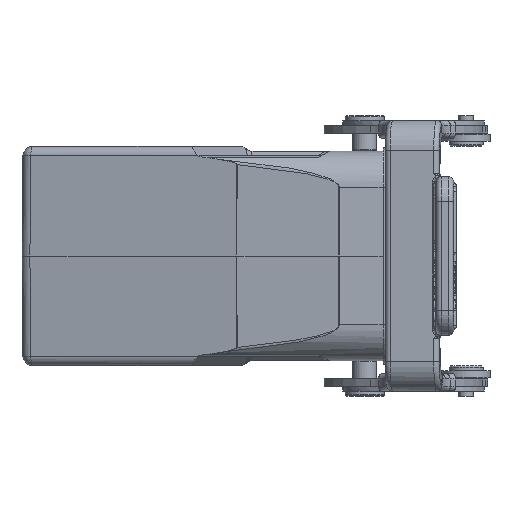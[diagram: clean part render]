
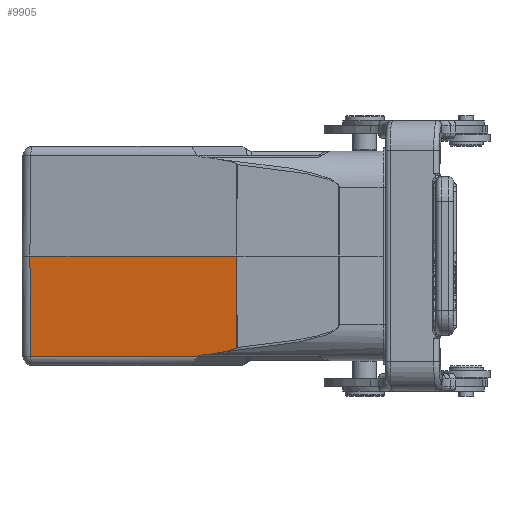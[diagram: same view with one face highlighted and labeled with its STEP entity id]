
A CAD part, left-side view. The second image highlights one B-rep face of the part: STEP entity #9905.
In plain terms, the highlighted planar face has unit normal (-0.982, 0.191, -0.009).
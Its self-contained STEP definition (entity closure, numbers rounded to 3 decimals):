
#8055=ELLIPSE('',#37173,10.482,2.);
#8056=ELLIPSE('',#37175,39.308,7.5);
#9905=ADVANCED_FACE('',(#12205),#10803,.T.);
#10803=PLANE('',#37176);
#12205=FACE_OUTER_BOUND('',#14033,.T.);
#14033=EDGE_LOOP('',(#26182,#26183,#26184,#26185,#26186,#26187,#26188,#26189));
#14884=B_SPLINE_CURVE_WITH_KNOTS('',3,(#58638,#58639,#58640,#58641,#58642,
#58643,#58644,#58645,#58646,#58647,#58648,#58649,#58650,#58651,#58652,#58653),
 .UNSPECIFIED.,.F.,.F.,(4,3,3,3,3,4),(0.,0.437,0.715,
0.893,0.979,1.),.UNSPECIFIED.);
#16771=LINE('',#58525,#19171);
#16773=LINE('',#58542,#19173);
#16800=LINE('',#58632,#19200);
#16802=LINE('',#58655,#19202);
#16803=LINE('',#58657,#19203);
#19171=VECTOR('',#43808,1.);
#19173=VECTOR('',#43816,1.);
#19200=VECTOR('',#43905,1.);
#19202=VECTOR('',#43913,1.);
#19203=VECTOR('',#43914,1.);
#26182=ORIENTED_EDGE('',*,*,#33464,.T.);
#26183=ORIENTED_EDGE('',*,*,#33411,.T.);
#26184=ORIENTED_EDGE('',*,*,#33465,.F.);
#26185=ORIENTED_EDGE('',*,*,#33466,.F.);
#26186=ORIENTED_EDGE('',*,*,#33416,.T.);
#26187=ORIENTED_EDGE('',*,*,#33461,.T.);
#26188=ORIENTED_EDGE('',*,*,#33463,.T.);
#26189=ORIENTED_EDGE('',*,*,#33467,.T.);
#29707=VERTEX_POINT('',#58526);
#29708=VERTEX_POINT('',#58527);
#29711=VERTEX_POINT('',#58541);
#29712=VERTEX_POINT('',#58543);
#29743=VERTEX_POINT('',#58631);
#29744=VERTEX_POINT('',#58635);
#29745=VERTEX_POINT('',#58654);
#29746=VERTEX_POINT('',#58656);
#33411=EDGE_CURVE('',#29707,#29708,#16771,.T.);
#33416=EDGE_CURVE('',#29712,#29711,#16773,.T.);
#33461=EDGE_CURVE('',#29711,#29743,#16800,.T.);
#33463=EDGE_CURVE('',#29743,#29744,#8055,.T.);
#33464=EDGE_CURVE('',#29745,#29707,#14884,.T.);
#33465=EDGE_CURVE('',#29746,#29708,#16802,.T.);
#33466=EDGE_CURVE('',#29712,#29746,#16803,.T.);
#33467=EDGE_CURVE('',#29744,#29745,#8056,.T.);
#37173=AXIS2_PLACEMENT_3D('',#58636,#43909,#43910);
#37175=AXIS2_PLACEMENT_3D('',#58658,#43915,#43916);
#37176=AXIS2_PLACEMENT_3D('',#58659,#43917,#43918);
#43808=DIRECTION('',(-0.009,0.001,1.));
#43816=DIRECTION('',(-0.191,-0.982,0.));
#43905=DIRECTION('',(-0.13,-0.634,0.763));
#43909=DIRECTION('',(-0.982,0.191,-0.009));
#43910=DIRECTION('',(0.191,0.982,0.002));
#43913=DIRECTION('',(-0.191,-0.982,0.));
#43914=DIRECTION('',(-0.007,0.009,1.));
#43915=DIRECTION('',(-0.982,0.191,-0.009));
#43916=DIRECTION('',(0.191,0.982,0.002));
#43917=DIRECTION('',(-0.982,0.191,-0.009));
#43918=DIRECTION('',(-0.191,-0.982,0.));
#58525=CARTESIAN_POINT('',(-44.743,0.048,0.003));
#58526=CARTESIAN_POINT('',(-44.58,0.024,-18.83));
#58527=CARTESIAN_POINT('',(-44.743,0.048,0.));
#58541=CARTESIAN_POINT('',(-43.023,7.954,-20.517));
#58542=CARTESIAN_POINT('',(-45.944,-7.069,-20.517));
#58543=CARTESIAN_POINT('',(-36.366,42.203,-20.517));
#58631=CARTESIAN_POINT('',(-43.052,7.814,-20.349));
#58632=CARTESIAN_POINT('',(-43.023,7.954,-20.517));
#58635=CARTESIAN_POINT('',(-43.44,5.83,-20.136));
#58636=CARTESIAN_POINT('',(-42.29,11.82,-18.5));
#58638=CARTESIAN_POINT('',(-43.861,3.676,-19.818));
#58639=CARTESIAN_POINT('',(-43.968,3.128,-19.73));
#58640=CARTESIAN_POINT('',(-44.076,2.582,-19.633));
#58641=CARTESIAN_POINT('',(-44.182,2.039,-19.517));
#58642=CARTESIAN_POINT('',(-44.25,1.694,-19.443));
#58643=CARTESIAN_POINT('',(-44.317,1.351,-19.362));
#58644=CARTESIAN_POINT('',(-44.384,1.012,-19.265));
#58645=CARTESIAN_POINT('',(-44.427,0.796,-19.202));
#58646=CARTESIAN_POINT('',(-44.469,0.579,-19.134));
#58647=CARTESIAN_POINT('',(-44.51,0.372,-19.043));
#58648=CARTESIAN_POINT('',(-44.53,0.272,-19.));
#58649=CARTESIAN_POINT('',(-44.55,0.172,-18.952));
#58650=CARTESIAN_POINT('',(-44.567,0.085,-18.885));
#58651=CARTESIAN_POINT('',(-44.572,0.063,-18.869));
#58652=CARTESIAN_POINT('',(-44.576,0.042,-18.851));
#58653=CARTESIAN_POINT('',(-44.58,0.024,-18.83));
#58654=CARTESIAN_POINT('',(-43.861,3.676,-19.818));
#58655=CARTESIAN_POINT('',(-36.514,42.382,0.));
#58656=CARTESIAN_POINT('',(-36.514,42.382,0.));
#58657=CARTESIAN_POINT('',(-36.511,42.379,-0.362));
#58658=CARTESIAN_POINT('',(-39.128,28.295,-14.));
#58659=CARTESIAN_POINT('',(-46.119,-7.035,0.));
